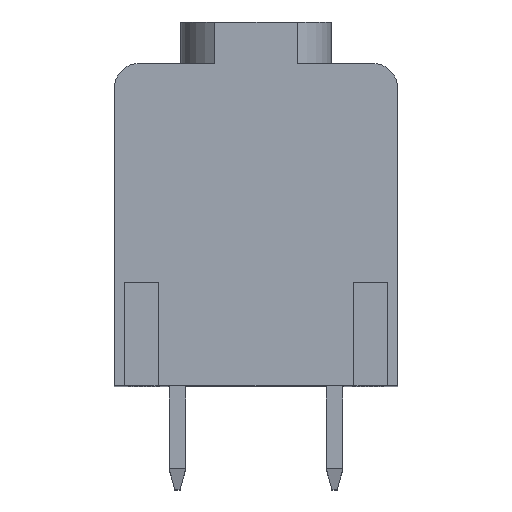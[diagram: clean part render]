
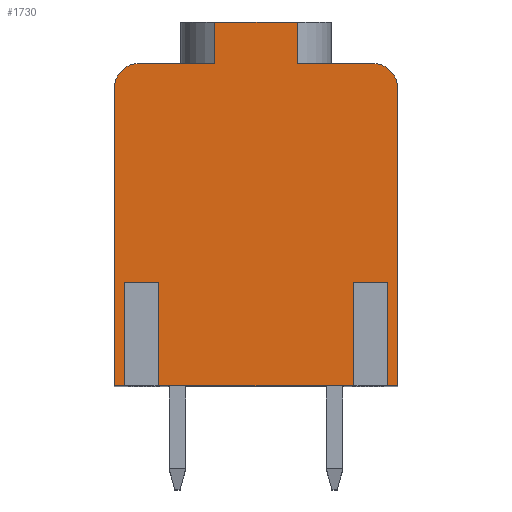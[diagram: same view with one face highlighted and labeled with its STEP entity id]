
A CAD part, top view. The second image highlights one B-rep face of the part: STEP entity #1730.
In plain terms, the highlighted planar face has unit normal (0, 0, 1).
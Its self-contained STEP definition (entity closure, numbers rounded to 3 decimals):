
#1730 = ADVANCED_FACE( '', ( #3534 ), #3535, .T. );
#3534 = FACE_OUTER_BOUND( '', #5499, .T. );
#3535 = PLANE( '', #5500 );
#5499 = EDGE_LOOP( '', ( #10974, #10975, #10976, #10977, #10978, #10979, #10980, #10981, #10982, #10983, #10984, #10985, #10986, #10987, #10988, #10989, #10990, #10991 ) );
#5500 = AXIS2_PLACEMENT_3D( '', #10992, #10993, #10994 );
#10974 = ORIENTED_EDGE( '', *, *, #13211, .T. );
#10975 = ORIENTED_EDGE( '', *, *, #13462, .T. );
#10976 = ORIENTED_EDGE( '', *, *, #12751, .F. );
#10977 = ORIENTED_EDGE( '', *, *, #13281, .F. );
#10978 = ORIENTED_EDGE( '', *, *, #13265, .T. );
#10979 = ORIENTED_EDGE( '', *, *, #12506, .T. );
#10980 = ORIENTED_EDGE( '', *, *, #12748, .F. );
#10981 = ORIENTED_EDGE( '', *, *, #13360, .T. );
#10982 = ORIENTED_EDGE( '', *, *, #12678, .T. );
#10983 = ORIENTED_EDGE( '', *, *, #12338, .T. );
#10984 = ORIENTED_EDGE( '', *, *, #12795, .T. );
#10985 = ORIENTED_EDGE( '', *, *, #13509, .T. );
#10986 = ORIENTED_EDGE( '', *, *, #12734, .F. );
#10987 = ORIENTED_EDGE( '', *, *, #12034, .T. );
#10988 = ORIENTED_EDGE( '', *, *, #13284, .T. );
#10989 = ORIENTED_EDGE( '', *, *, #13510, .F. );
#10990 = ORIENTED_EDGE( '', *, *, #12754, .F. );
#10991 = ORIENTED_EDGE( '', *, *, #12449, .F. );
#10992 = CARTESIAN_POINT( '', ( 159.05, 53.756, -6.85 ) );
#10993 = DIRECTION( '', ( 0., 0., 1. ) );
#10994 = DIRECTION( '', ( 1., 0., 0. ) );
#12034 = EDGE_CURVE( '', #14824, #14822, #14825, .T. );
#12338 = EDGE_CURVE( '', #15323, #15321, #15324, .T. );
#12449 = EDGE_CURVE( '', #15486, #15489, #15490, .T. );
#12506 = EDGE_CURVE( '', #15567, #15572, #15574, .T. );
#12678 = EDGE_CURVE( '', #15830, #15323, #15831, .T. );
#12734 = EDGE_CURVE( '', #14824, #15908, #15912, .T. );
#12748 = EDGE_CURVE( '', #15928, #15572, #15930, .T. );
#12751 = EDGE_CURVE( '', #15933, #15935, #15936, .T. );
#12754 = EDGE_CURVE( '', #15489, #15940, #15941, .T. );
#12795 = EDGE_CURVE( '', #15321, #15997, #15999, .T. );
#13211 = EDGE_CURVE( '', #15486, #16537, #16539, .T. );
#13265 = EDGE_CURVE( '', #16600, #15567, #16602, .T. );
#13281 = EDGE_CURVE( '', #16600, #15933, #16620, .T. );
#13284 = EDGE_CURVE( '', #14822, #16623, #16624, .T. );
#13360 = EDGE_CURVE( '', #15928, #15830, #16702, .T. );
#13462 = EDGE_CURVE( '', #16537, #15935, #16815, .T. );
#13509 = EDGE_CURVE( '', #15997, #15908, #16862, .T. );
#13510 = EDGE_CURVE( '', #15940, #16623, #16863, .T. );
#14822 = VERTEX_POINT( '', #18954 );
#14824 = VERTEX_POINT( '', #18957 );
#14825 = LINE( '', #18958, #18959 );
#15321 = VERTEX_POINT( '', #19775 );
#15323 = VERTEX_POINT( '', #19778 );
#15324 = LINE( '', #19779, #19780 );
#15486 = VERTEX_POINT( '', #20035 );
#15489 = VERTEX_POINT( '', #20039 );
#15490 = LINE( '', #20040, #20041 );
#15567 = VERTEX_POINT( '', #20158 );
#15572 = VERTEX_POINT( '', #20165 );
#15574 = LINE( '', #20168, #20169 );
#15830 = VERTEX_POINT( '', #20665 );
#15831 = CIRCLE( '', #20666, 1.2 );
#15908 = VERTEX_POINT( '', #20794 );
#15912 = LINE( '', #20800, #20801 );
#15928 = VERTEX_POINT( '', #20827 );
#15930 = LINE( '', #20830, #20831 );
#15933 = VERTEX_POINT( '', #20835 );
#15935 = VERTEX_POINT( '', #20838 );
#15936 = LINE( '', #20839, #20840 );
#15940 = VERTEX_POINT( '', #20846 );
#15941 = LINE( '', #20847, #20848 );
#15997 = VERTEX_POINT( '', #20942 );
#15999 = LINE( '', #20945, #20946 );
#16537 = VERTEX_POINT( '', #21868 );
#16539 = LINE( '', #21871, #21872 );
#16600 = VERTEX_POINT( '', #21986 );
#16602 = LINE( '', #21989, #21990 );
#16620 = LINE( '', #22027, #22028 );
#16623 = VERTEX_POINT( '', #22031 );
#16624 = CIRCLE( '', #22032, 1.2 );
#16702 = LINE( '', #22174, #22175 );
#16815 = LINE( '', #22337, #22338 );
#16862 = LINE( '', #22398, #22399 );
#16863 = LINE( '', #22400, #22401 );
#18954 = CARTESIAN_POINT( '', ( 146.55, 69.356, -6.85 ) );
#18957 = CARTESIAN_POINT( '', ( 150.2, 69.356, -6.85 ) );
#18958 = CARTESIAN_POINT( '', ( 145.35, 69.356, -6.85 ) );
#18959 = VECTOR( '', #23103, 1000. );
#19775 = CARTESIAN_POINT( '', ( 154.2, 69.356, -6.85 ) );
#19778 = CARTESIAN_POINT( '', ( 157.85, 69.356, -6.85 ) );
#19779 = CARTESIAN_POINT( '', ( 145.35, 69.356, -6.85 ) );
#19780 = VECTOR( '', #23394, 1000. );
#20035 = CARTESIAN_POINT( '', ( 146.481, 58.756, -6.85 ) );
#20039 = CARTESIAN_POINT( '', ( 146.481, 53.756, -6.85 ) );
#20040 = CARTESIAN_POINT( '', ( 146.481, 53.756, -6.85 ) );
#20041 = VECTOR( '', #23491, 1000. );
#20158 = CARTESIAN_POINT( '', ( 157.919, 58.756, -6.85 ) );
#20165 = CARTESIAN_POINT( '', ( 157.919, 53.756, -6.85 ) );
#20168 = CARTESIAN_POINT( '', ( 157.919, 53.756, -6.85 ) );
#20169 = VECTOR( '', #23536, 1000. );
#20665 = CARTESIAN_POINT( '', ( 159.05, 68.156, -6.85 ) );
#20666 = AXIS2_PLACEMENT_3D( '', #23676, #23677, #23678 );
#20794 = CARTESIAN_POINT( '', ( 150.2, 71.356, -6.85 ) );
#20800 = CARTESIAN_POINT( '', ( 150.2, 69.356, -6.85 ) );
#20801 = VECTOR( '', #23727, 1000. );
#20827 = CARTESIAN_POINT( '', ( 159.05, 53.756, -6.85 ) );
#20830 = CARTESIAN_POINT( '', ( 147.95, 53.756, -6.85 ) );
#20831 = VECTOR( '', #23736, 1000. );
#20835 = CARTESIAN_POINT( '', ( 157.581, 53.756, -6.85 ) );
#20838 = CARTESIAN_POINT( '', ( 146.819, 53.756, -6.85 ) );
#20839 = CARTESIAN_POINT( '', ( 147.95, 53.756, -6.85 ) );
#20840 = VECTOR( '', #23739, 1000. );
#20846 = CARTESIAN_POINT( '', ( 145.35, 53.756, -6.85 ) );
#20847 = CARTESIAN_POINT( '', ( 147.95, 53.756, -6.85 ) );
#20848 = VECTOR( '', #23742, 1000. );
#20942 = CARTESIAN_POINT( '', ( 154.2, 71.356, -6.85 ) );
#20945 = CARTESIAN_POINT( '', ( 154.2, 69.356, -6.85 ) );
#20946 = VECTOR( '', #23777, 1000. );
#21868 = CARTESIAN_POINT( '', ( 146.819, 58.756, -6.85 ) );
#21871 = CARTESIAN_POINT( '', ( 147.246, 58.756, -6.85 ) );
#21872 = VECTOR( '', #24135, 1000. );
#21986 = CARTESIAN_POINT( '', ( 157.581, 58.756, -6.85 ) );
#21989 = CARTESIAN_POINT( '', ( 157.154, 58.756, -6.85 ) );
#21990 = VECTOR( '', #24165, 1000. );
#22027 = CARTESIAN_POINT( '', ( 157.581, 53.756, -6.85 ) );
#22028 = VECTOR( '', #24179, 1000. );
#22031 = CARTESIAN_POINT( '', ( 145.35, 68.156, -6.85 ) );
#22032 = AXIS2_PLACEMENT_3D( '', #24180, #24181, #24182 );
#22174 = CARTESIAN_POINT( '', ( 159.05, 70.456, -6.85 ) );
#22175 = VECTOR( '', #24227, 1000. );
#22337 = CARTESIAN_POINT( '', ( 146.819, 53.756, -6.85 ) );
#22338 = VECTOR( '', #24277, 1000. );
#22398 = CARTESIAN_POINT( '', ( 150.2, 71.356, -6.85 ) );
#22399 = VECTOR( '', #24291, 1000. );
#22400 = CARTESIAN_POINT( '', ( 145.35, 70.456, -6.85 ) );
#22401 = VECTOR( '', #24292, 1000. );
#23103 = DIRECTION( '', ( -1., 0., 0. ) );
#23394 = DIRECTION( '', ( -1., 0., 0. ) );
#23491 = DIRECTION( '', ( 0., -1., 0. ) );
#23536 = DIRECTION( '', ( 0., -1., 0. ) );
#23676 = CARTESIAN_POINT( '', ( 157.85, 68.156, -6.85 ) );
#23677 = DIRECTION( '', ( 0., 0., 1. ) );
#23678 = DIRECTION( '', ( 0., -1., 0. ) );
#23727 = DIRECTION( '', ( 0., 1., 0. ) );
#23736 = DIRECTION( '', ( -1., 0., 0. ) );
#23739 = DIRECTION( '', ( -1., 0., 0. ) );
#23742 = DIRECTION( '', ( -1., 0., 0. ) );
#23777 = DIRECTION( '', ( 0., 1., 0. ) );
#24135 = DIRECTION( '', ( 1., 0., 0. ) );
#24165 = DIRECTION( '', ( 1., 0., 0. ) );
#24179 = DIRECTION( '', ( 0., -1., 0. ) );
#24180 = CARTESIAN_POINT( '', ( 146.55, 68.156, -6.85 ) );
#24181 = DIRECTION( '', ( 0., 0., 1. ) );
#24182 = DIRECTION( '', ( 0., -1., 0. ) );
#24227 = DIRECTION( '', ( 0., 1., 0. ) );
#24277 = DIRECTION( '', ( 0., -1., 0. ) );
#24291 = DIRECTION( '', ( -1., 0., 0. ) );
#24292 = DIRECTION( '', ( 0., 1., 0. ) );
